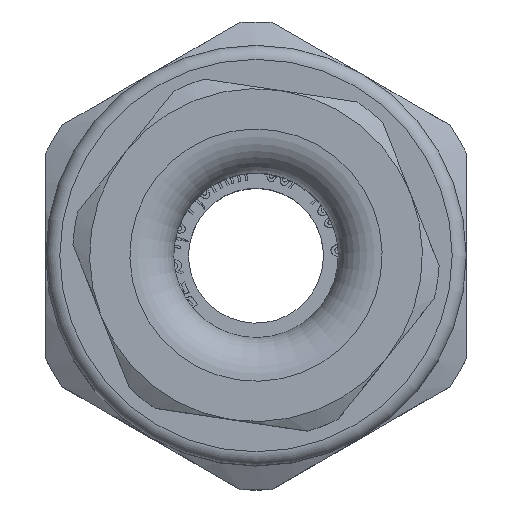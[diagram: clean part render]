
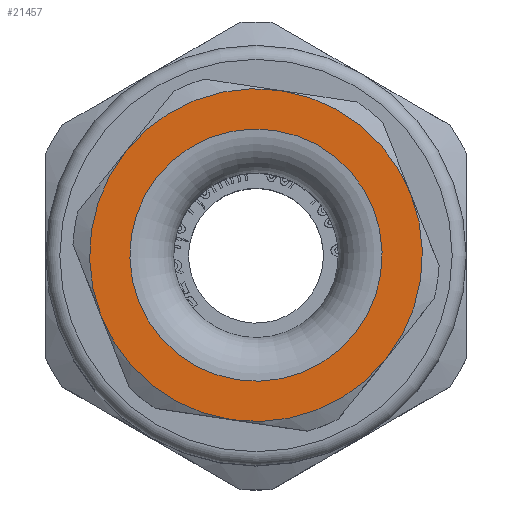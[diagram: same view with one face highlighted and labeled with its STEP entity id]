
A CAD part, top view. The second image highlights one B-rep face of the part: STEP entity #21457.
In plain terms, the highlighted planar face has unit normal (0, 0, 1).
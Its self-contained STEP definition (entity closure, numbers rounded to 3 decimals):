
#20714=CARTESIAN_POINT('',(-8.84,-3.48,47.));
#20715=VERTEX_POINT('',#20714);
#20765=CARTESIAN_POINT('',(-7.434,5.915,47.));
#20766=VERTEX_POINT('',#20765);
#20816=CARTESIAN_POINT('',(1.406,9.395,47.));
#20817=VERTEX_POINT('',#20816);
#20867=CARTESIAN_POINT('',(8.84,3.48,47.));
#20868=VERTEX_POINT('',#20867);
#20918=CARTESIAN_POINT('',(7.434,-5.915,47.));
#20919=VERTEX_POINT('',#20918);
#20969=CARTESIAN_POINT('',(-1.406,-9.395,47.));
#20970=VERTEX_POINT('',#20969);
#21010=CARTESIAN_POINT('',(0.,-0.,47.));
#21011=DIRECTION('',(-0.,0.,-1.));
#21012=DIRECTION('',(0.148,0.989,0.));
#21013=AXIS2_PLACEMENT_3D('',#21010,#21011,#21012);
#21014=CIRCLE('',#21013,9.5);
#21015=EDGE_CURVE('',#20970,#20715,#21014,.T.);
#21034=CARTESIAN_POINT('',(0.,-0.,47.));
#21035=DIRECTION('',(-0.,0.,-1.));
#21036=DIRECTION('',(0.148,0.989,0.));
#21037=AXIS2_PLACEMENT_3D('',#21034,#21035,#21036);
#21038=CIRCLE('',#21037,9.5);
#21039=EDGE_CURVE('',#20919,#20970,#21038,.T.);
#21058=CARTESIAN_POINT('',(0.,-0.,47.));
#21059=DIRECTION('',(-0.,0.,-1.));
#21060=DIRECTION('',(0.148,0.989,0.));
#21061=AXIS2_PLACEMENT_3D('',#21058,#21059,#21060);
#21062=CIRCLE('',#21061,9.5);
#21063=EDGE_CURVE('',#20868,#20919,#21062,.T.);
#21082=CARTESIAN_POINT('',(0.,-0.,47.));
#21083=DIRECTION('',(-0.,0.,-1.));
#21084=DIRECTION('',(0.148,0.989,0.));
#21085=AXIS2_PLACEMENT_3D('',#21082,#21083,#21084);
#21086=CIRCLE('',#21085,9.5);
#21087=EDGE_CURVE('',#20817,#20868,#21086,.T.);
#21106=CARTESIAN_POINT('',(0.,-0.,47.));
#21107=DIRECTION('',(-0.,0.,-1.));
#21108=DIRECTION('',(0.148,0.989,0.));
#21109=AXIS2_PLACEMENT_3D('',#21106,#21107,#21108);
#21110=CIRCLE('',#21109,9.5);
#21111=EDGE_CURVE('',#20766,#20817,#21110,.T.);
#21130=CARTESIAN_POINT('',(0.,-0.,47.));
#21131=DIRECTION('',(-0.,0.,-1.));
#21132=DIRECTION('',(0.148,0.989,0.));
#21133=AXIS2_PLACEMENT_3D('',#21130,#21131,#21132);
#21134=CIRCLE('',#21133,9.5);
#21135=EDGE_CURVE('',#20715,#20766,#21134,.T.);
#21433=CARTESIAN_POINT('',(0.,-0.,47.));
#21434=DIRECTION('',(0.,-0.,1.));
#21435=DIRECTION('',(-0.148,-0.989,-0.));
#21436=AXIS2_PLACEMENT_3D('',#21433,#21434,#21435);
#21437=PLANE('',#21436);
#21438=CARTESIAN_POINT('',(-1.066,-7.121,47.));
#21439=VERTEX_POINT('',#21438);
#21440=CARTESIAN_POINT('',(0.,-0.,47.));
#21441=DIRECTION('',(-0.,0.,-1.));
#21442=DIRECTION('',(-0.148,-0.989,-0.));
#21443=AXIS2_PLACEMENT_3D('',#21440,#21441,#21442);
#21444=CIRCLE('',#21443,7.2);
#21445=EDGE_CURVE('',#21439,#21439,#21444,.T.);
#21446=ORIENTED_EDGE('',*,*,#21445,.T.);
#21447=EDGE_LOOP('',(#21446));
#21448=FACE_BOUND('',#21447,.T.);
#21449=ORIENTED_EDGE('',*,*,#21015,.F.);
#21450=ORIENTED_EDGE('',*,*,#21039,.F.);
#21451=ORIENTED_EDGE('',*,*,#21063,.F.);
#21452=ORIENTED_EDGE('',*,*,#21087,.F.);
#21453=ORIENTED_EDGE('',*,*,#21111,.F.);
#21454=ORIENTED_EDGE('',*,*,#21135,.F.);
#21455=EDGE_LOOP('',(#21449,#21450,#21451,#21452,#21453,#21454));
#21456=FACE_BOUND('',#21455,.T.);
#21457=ADVANCED_FACE('',(#21448,#21456),#21437,.T.);
